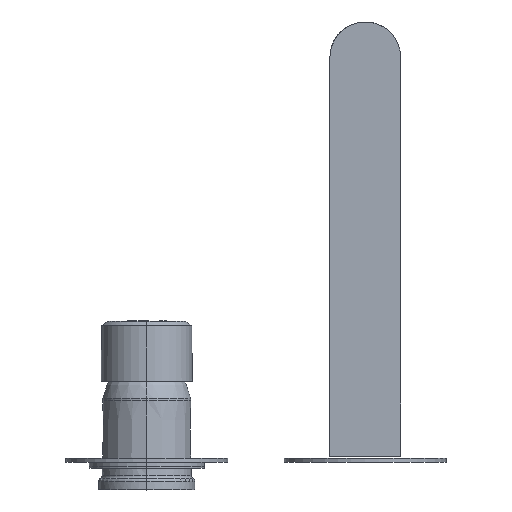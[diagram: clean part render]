
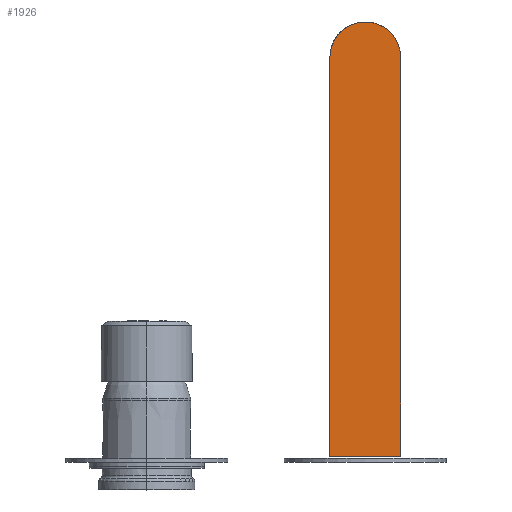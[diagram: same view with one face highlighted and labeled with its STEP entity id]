
A CAD part, top view. The second image highlights one B-rep face of the part: STEP entity #1926.
In plain terms, the highlighted planar face has unit normal (0, 0, 1).
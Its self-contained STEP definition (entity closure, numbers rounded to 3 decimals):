
#1887=CARTESIAN_POINT('Axis2P3D Location',(17.5,190.486,20.014)) ;
#1892=CARTESIAN_POINT('Line Origine',(-17.5,91.986,20.014)) ;
#1896=CARTESIAN_POINT('Vertex',(-17.5,190.486,20.014)) ;
#1898=CARTESIAN_POINT('Vertex',(-17.5,-6.514,20.014)) ;
#1901=CARTESIAN_POINT('Line Origine',(0.,-6.514,20.014)) ;
#1905=CARTESIAN_POINT('Vertex',(17.5,-6.514,20.014)) ;
#1908=CARTESIAN_POINT('Line Origine',(17.5,91.986,20.014)) ;
#1912=CARTESIAN_POINT('Vertex',(17.5,190.486,20.014)) ;
#1915=CARTESIAN_POINT('Axis2P3D Location',(0.,190.486,20.014)) ;
#1894=VECTOR('Line Direction',#1893,1.) ;
#1903=VECTOR('Line Direction',#1902,1.) ;
#1910=VECTOR('Line Direction',#1909,1.) ;
#1888=DIRECTION('Axis2P3D Direction',(0.,0.,1.)) ;
#1889=DIRECTION('Axis2P3D XDirection',(-1.,0.,0.)) ;
#1893=DIRECTION('Vector Direction',(0.,-1.,0.)) ;
#1902=DIRECTION('Vector Direction',(-1.,0.,0.)) ;
#1909=DIRECTION('Vector Direction',(0.,-1.,0.)) ;
#1916=DIRECTION('Axis2P3D Direction',(0.,0.,1.)) ;
#1890=AXIS2_PLACEMENT_3D('Plane Axis2P3D',#1887,#1888,#1889) ;
#1917=AXIS2_PLACEMENT_3D('Circle Axis2P3D',#1915,#1916,$) ;
#1895=LINE('Line',#1892,#1894) ;
#1904=LINE('Line',#1901,#1903) ;
#1911=LINE('Line',#1908,#1910) ;
#1918=CIRCLE('generated circle',#1917,17.5) ;
#1891=PLANE('',#1890) ;
#1900=EDGE_CURVE('',#1897,#1899,#1895,.T.) ;
#1907=EDGE_CURVE('',#1899,#1906,#1904,.F.) ;
#1914=EDGE_CURVE('',#1906,#1913,#1911,.F.) ;
#1919=EDGE_CURVE('',#1913,#1897,#1918,.T.) ;
#1921=ORIENTED_EDGE('',*,*,#1900,.T.) ;
#1922=ORIENTED_EDGE('',*,*,#1907,.T.) ;
#1923=ORIENTED_EDGE('',*,*,#1914,.T.) ;
#1924=ORIENTED_EDGE('',*,*,#1919,.T.) ;
#1920=EDGE_LOOP('',(#1921,#1922,#1923,#1924)) ;
#1897=VERTEX_POINT('',#1896) ;
#1899=VERTEX_POINT('',#1898) ;
#1906=VERTEX_POINT('',#1905) ;
#1913=VERTEX_POINT('',#1912) ;
#1926=ADVANCED_FACE('Superficie.52',(#1925),#1891,.T.) ;
#1925=FACE_OUTER_BOUND('',#1920,.T.) ;
